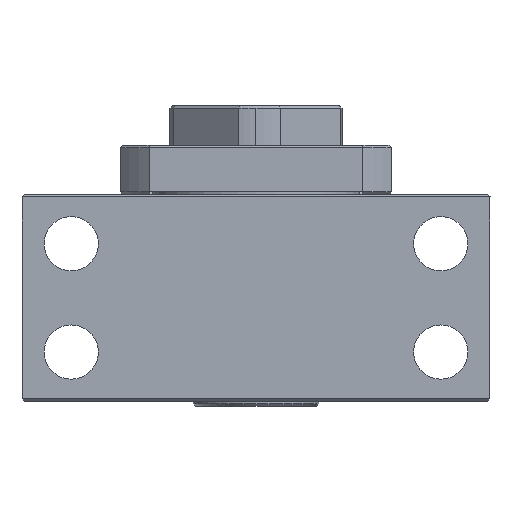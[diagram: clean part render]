
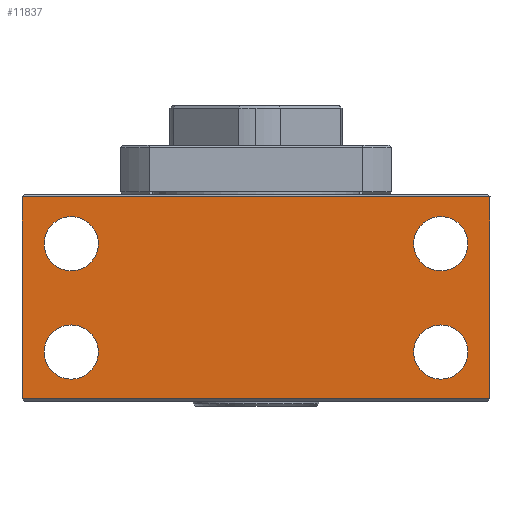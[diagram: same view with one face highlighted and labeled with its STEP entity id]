
A CAD part, front view. The second image highlights one B-rep face of the part: STEP entity #11837.
In plain terms, the highlighted planar face has unit normal (0, 1, 0).
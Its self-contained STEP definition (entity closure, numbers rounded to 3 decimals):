
#61 = EDGE_CURVE ( 'NONE', #22387, #24154, #1772, .T. ) ;
#70 = DIRECTION ( 'NONE',  ( 0., -1., 0. ) ) ;
#278 = CARTESIAN_POINT ( 'NONE',  ( 28.52, -12.953, 0. ) ) ;
#492 = CARTESIAN_POINT ( 'NONE',  ( -56.48, -12.953, -5.5 ) ) ;
#750 = LINE ( 'NONE', #278, #21825 ) ;
#903 = ORIENTED_EDGE ( 'NONE', *, *, #17770, .T. ) ;
#1151 = DIRECTION ( 'NONE',  ( 0., 1., 0. ) ) ;
#1771 = LINE ( 'NONE', #13215, #14873 ) ;
#1772 = CIRCLE ( 'NONE', #24738, 5.5 ) ;
#1870 = AXIS2_PLACEMENT_3D ( 'NONE', #6465, #16876, #14483 ) ;
#1903 = DIRECTION ( 'NONE',  ( 1., 0., 0. ) ) ;
#2065 = DIRECTION ( 'NONE',  ( 0., -1., 0. ) ) ;
#2830 = CIRCLE ( 'NONE', #3307, 5.5 ) ;
#2831 = VERTEX_POINT ( 'NONE', #18403 ) ;
#3066 = ORIENTED_EDGE ( 'NONE', *, *, #9193, .T. ) ;
#3307 = AXIS2_PLACEMENT_3D ( 'NONE', #23547, #19525, #23459 ) ;
#3656 = VERTEX_POINT ( 'NONE', #11590 ) ;
#3961 = CARTESIAN_POINT ( 'NONE',  ( 18.52, -12.953, -11. ) ) ;
#4511 = CARTESIAN_POINT ( 'NONE',  ( -56.48, -12.953, 11. ) ) ;
#4692 = EDGE_CURVE ( 'NONE', #24509, #3656, #22340, .T. ) ;
#4850 = VERTEX_POINT ( 'NONE', #20381 ) ;
#5024 = VERTEX_POINT ( 'NONE', #18666 ) ;
#5178 = DIRECTION ( 'NONE',  ( 0., 0., 1. ) ) ;
#5284 = PLANE ( 'NONE',  #8217 ) ;
#5777 = DIRECTION ( 'NONE',  ( 0., 0., 1. ) ) ;
#5902 = CARTESIAN_POINT ( 'NONE',  ( -56.48, -12.953, -11. ) ) ;
#6028 = EDGE_CURVE ( 'NONE', #6881, #12723, #2830, .T. ) ;
#6331 = EDGE_LOOP ( 'NONE', ( #7262, #903, #11120, #16924 ) ) ;
#6465 = CARTESIAN_POINT ( 'NONE',  ( -56.48, -12.953, -11. ) ) ;
#6881 = VERTEX_POINT ( 'NONE', #10180 ) ;
#7262 = ORIENTED_EDGE ( 'NONE', *, *, #20297, .T. ) ;
#7291 = EDGE_CURVE ( 'NONE', #2831, #10520, #1771, .T. ) ;
#8217 = AXIS2_PLACEMENT_3D ( 'NONE', #9090, #1151, #21416 ) ;
#8473 = DIRECTION ( 'NONE',  ( 0., 0., -1. ) ) ;
#8877 = EDGE_LOOP ( 'NONE', ( #19269, #13129 ) ) ;
#9090 = CARTESIAN_POINT ( 'NONE',  ( -66.48, -12.953, -20.5 ) ) ;
#9193 = EDGE_CURVE ( 'NONE', #24154, #22387, #25384, .T. ) ;
#9457 = LINE ( 'NONE', #26403, #22876 ) ;
#10060 = CIRCLE ( 'NONE', #19615, 5.5 ) ;
#10180 = CARTESIAN_POINT ( 'NONE',  ( 18.52, -12.953, 5.5 ) ) ;
#10214 = AXIS2_PLACEMENT_3D ( 'NONE', #11313, #23622, #5777 ) ;
#10267 = EDGE_LOOP ( 'NONE', ( #22067, #3066 ) ) ;
#10403 = ORIENTED_EDGE ( 'NONE', *, *, #17076, .T. ) ;
#10520 = VERTEX_POINT ( 'NONE', #17876 ) ;
#10900 = CARTESIAN_POINT ( 'NONE',  ( 18.52, -12.953, -16.5 ) ) ;
#11120 = ORIENTED_EDGE ( 'NONE', *, *, #7291, .T. ) ;
#11226 = CARTESIAN_POINT ( 'NONE',  ( -56.48, -12.953, 16.5 ) ) ;
#11313 = CARTESIAN_POINT ( 'NONE',  ( 18.52, -12.953, -11. ) ) ;
#11590 = CARTESIAN_POINT ( 'NONE',  ( -56.48, -12.953, 5.5 ) ) ;
#11837 = ADVANCED_FACE ( 'NONE', ( #19456, #12744, #23295, #17526, #12125 ), #5284, .T. ) ;
#12122 = EDGE_LOOP ( 'NONE', ( #12221, #10403 ) ) ;
#12125 = FACE_OUTER_BOUND ( 'NONE', #6331, .T. ) ;
#12193 = DIRECTION ( 'NONE',  ( 0., -1., 0. ) ) ;
#12221 = ORIENTED_EDGE ( 'NONE', *, *, #4692, .T. ) ;
#12243 = ORIENTED_EDGE ( 'NONE', *, *, #24747, .T. ) ;
#12327 = ORIENTED_EDGE ( 'NONE', *, *, #17700, .T. ) ;
#12723 = VERTEX_POINT ( 'NONE', #18209 ) ;
#12744 = FACE_BOUND ( 'NONE', #8877, .T. ) ;
#13129 = ORIENTED_EDGE ( 'NONE', *, *, #6028, .T. ) ;
#13215 = CARTESIAN_POINT ( 'NONE',  ( -18.98, -12.953, -20.5 ) ) ;
#13532 = CARTESIAN_POINT ( 'NONE',  ( -66.48, -12.953, 0. ) ) ;
#13964 = EDGE_CURVE ( 'NONE', #10520, #21108, #20754, .T. ) ;
#14296 = VERTEX_POINT ( 'NONE', #10900 ) ;
#14483 = DIRECTION ( 'NONE',  ( 0., 0., 1. ) ) ;
#14873 = VECTOR ( 'NONE', #17302, 1000. ) ;
#15402 = CIRCLE ( 'NONE', #15891, 5.5 ) ;
#15891 = AXIS2_PLACEMENT_3D ( 'NONE', #20209, #12193, #26503 ) ;
#16262 = DIRECTION ( 'NONE',  ( 0., 0., 1. ) ) ;
#16876 = DIRECTION ( 'NONE',  ( 0., -1., 0. ) ) ;
#16904 = AXIS2_PLACEMENT_3D ( 'NONE', #19854, #22012, #17790 ) ;
#16924 = ORIENTED_EDGE ( 'NONE', *, *, #13964, .T. ) ;
#17076 = EDGE_CURVE ( 'NONE', #3656, #24509, #10060, .T. ) ;
#17302 = DIRECTION ( 'NONE',  ( -1., 0., 0. ) ) ;
#17363 = CIRCLE ( 'NONE', #20656, 5.5 ) ;
#17526 = FACE_BOUND ( 'NONE', #10267, .T. ) ;
#17700 = EDGE_CURVE ( 'NONE', #4850, #14296, #17363, .T. ) ;
#17770 = EDGE_CURVE ( 'NONE', #5024, #2831, #750, .T. ) ;
#17790 = DIRECTION ( 'NONE',  ( 0., 0., 1. ) ) ;
#17876 = CARTESIAN_POINT ( 'NONE',  ( -66.48, -12.953, -20.5 ) ) ;
#18209 = CARTESIAN_POINT ( 'NONE',  ( 18.52, -12.953, 16.5 ) ) ;
#18403 = CARTESIAN_POINT ( 'NONE',  ( 28.52, -12.953, -20.5 ) ) ;
#18502 = VECTOR ( 'NONE', #5178, 1000. ) ;
#18666 = CARTESIAN_POINT ( 'NONE',  ( 28.52, -12.953, 20.5 ) ) ;
#19029 = DIRECTION ( 'NONE',  ( 0., 0., 1. ) ) ;
#19269 = ORIENTED_EDGE ( 'NONE', *, *, #26208, .T. ) ;
#19456 = FACE_BOUND ( 'NONE', #19495, .T. ) ;
#19495 = EDGE_LOOP ( 'NONE', ( #12327, #12243 ) ) ;
#19525 = DIRECTION ( 'NONE',  ( 0., -1., 0. ) ) ;
#19615 = AXIS2_PLACEMENT_3D ( 'NONE', #4511, #25060, #19029 ) ;
#19700 = CARTESIAN_POINT ( 'NONE',  ( -66.48, -12.953, 20.5 ) ) ;
#19854 = CARTESIAN_POINT ( 'NONE',  ( -56.48, -12.953, 11. ) ) ;
#20209 = CARTESIAN_POINT ( 'NONE',  ( 18.52, -12.953, 11. ) ) ;
#20297 = EDGE_CURVE ( 'NONE', #21108, #5024, #9457, .T. ) ;
#20381 = CARTESIAN_POINT ( 'NONE',  ( 18.52, -12.953, -5.5 ) ) ;
#20656 = AXIS2_PLACEMENT_3D ( 'NONE', #3961, #2065, #16262 ) ;
#20754 = LINE ( 'NONE', #13532, #18502 ) ;
#21108 = VERTEX_POINT ( 'NONE', #19700 ) ;
#21416 = DIRECTION ( 'NONE',  ( 0., 0., 1. ) ) ;
#21825 = VECTOR ( 'NONE', #8473, 1000. ) ;
#22012 = DIRECTION ( 'NONE',  ( 0., -1., 0. ) ) ;
#22067 = ORIENTED_EDGE ( 'NONE', *, *, #61, .T. ) ;
#22340 = CIRCLE ( 'NONE', #16904, 5.5 ) ;
#22381 = DIRECTION ( 'NONE',  ( 0., 0., 1. ) ) ;
#22387 = VERTEX_POINT ( 'NONE', #492 ) ;
#22876 = VECTOR ( 'NONE', #1903, 1000. ) ;
#23295 = FACE_BOUND ( 'NONE', #12122, .T. ) ;
#23459 = DIRECTION ( 'NONE',  ( 0., 0., 1. ) ) ;
#23547 = CARTESIAN_POINT ( 'NONE',  ( 18.52, -12.953, 11. ) ) ;
#23622 = DIRECTION ( 'NONE',  ( 0., -1., 0. ) ) ;
#24154 = VERTEX_POINT ( 'NONE', #25283 ) ;
#24509 = VERTEX_POINT ( 'NONE', #11226 ) ;
#24738 = AXIS2_PLACEMENT_3D ( 'NONE', #5902, #70, #22381 ) ;
#24747 = EDGE_CURVE ( 'NONE', #14296, #4850, #26384, .T. ) ;
#25060 = DIRECTION ( 'NONE',  ( 0., -1., 0. ) ) ;
#25283 = CARTESIAN_POINT ( 'NONE',  ( -56.48, -12.953, -16.5 ) ) ;
#25384 = CIRCLE ( 'NONE', #1870, 5.5 ) ;
#26208 = EDGE_CURVE ( 'NONE', #12723, #6881, #15402, .T. ) ;
#26384 = CIRCLE ( 'NONE', #10214, 5.5 ) ;
#26403 = CARTESIAN_POINT ( 'NONE',  ( -18.98, -12.953, 20.5 ) ) ;
#26503 = DIRECTION ( 'NONE',  ( 0., 0., 1. ) ) ;
